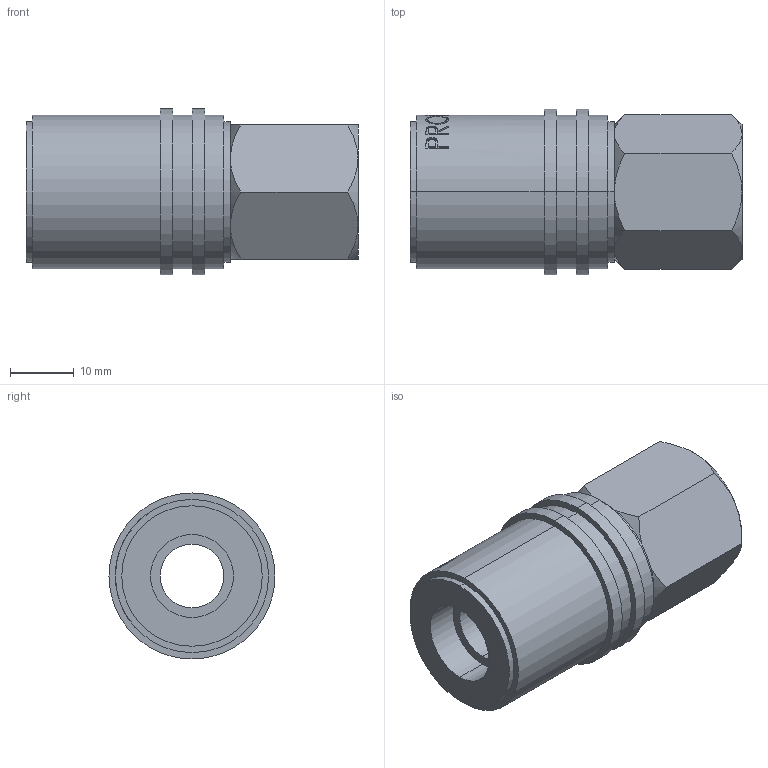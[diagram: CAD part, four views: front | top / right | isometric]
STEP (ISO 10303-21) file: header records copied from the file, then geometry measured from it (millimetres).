
FILE_DESCRIPTION (( 'STEP AP203' ), '1' );
FILE_NAME ('7d4b.STEP', '2022-07-27T15:56:05', ( '' ), ( '' ), 'SwSTEP 2.0', 'SolidWorks 2019', '' );
FILE_SCHEMA (( 'CONFIG_CONTROL_DESIGN' ));
Length unit declared in the file: millimetre
Products named in the file (1): 7d4b
Bounding box: 52 x 26 x 26 mm (x, y, z)
Volume: 17369.1 mm3; surface area: 6747.1 mm2
Topology: 1 solids, 1 shells, 136 faces, 332 edges, 216 vertices
Faces by surface type: plane 49, bspline 42, cylinder 29, cone 16
Entity records: 8920 total; most frequent: CARTESIAN_POINT 5986, ORIENTED_EDGE 664, DIRECTION 458, EDGE_CURVE 332, VERTEX_POINT 216, AXIS2_PLACEMENT_3D 191, B_SPLINE_CURVE_WITH_KNOTS 160, EDGE_LOOP 156
